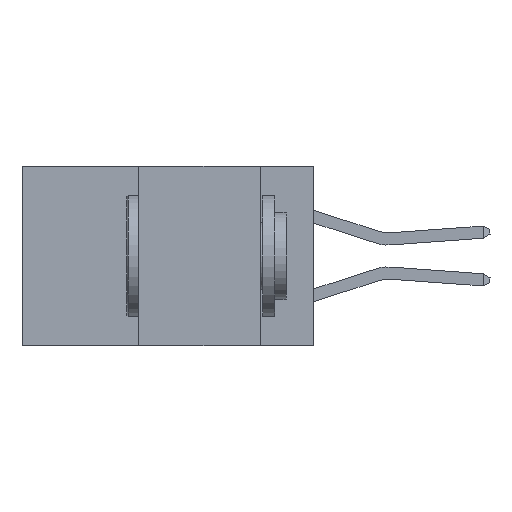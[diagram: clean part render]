
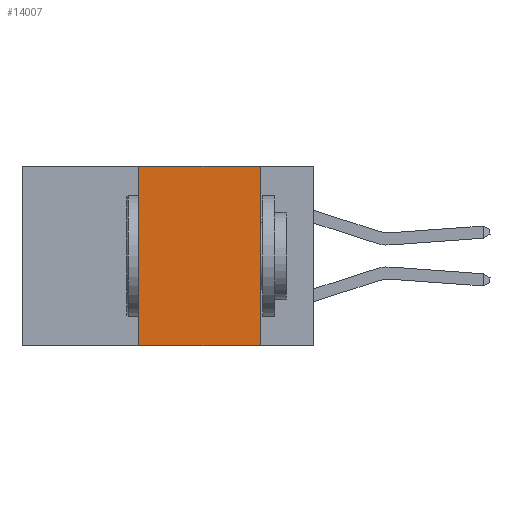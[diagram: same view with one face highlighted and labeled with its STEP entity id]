
A CAD part, left-side view. The second image highlights one B-rep face of the part: STEP entity #14007.
In plain terms, the highlighted planar face has unit normal (-1, 0, 0).
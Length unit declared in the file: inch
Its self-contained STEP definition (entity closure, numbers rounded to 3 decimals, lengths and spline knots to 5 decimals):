
#758 = CARTESIAN_POINT ( 'NONE',  ( 0., 0.6, 0. ) ) ;
#977 = DIRECTION ( 'NONE',  ( 0., -1., 0. ) ) ;
#1365 = ORIENTED_EDGE ( 'NONE', *, *, #8222, .T. ) ;
#2274 = LINE ( 'NONE', #758, #7871 ) ;
#2414 = EDGE_CURVE ( 'NONE', #11407, #22140, #16876, .T. ) ;
#2566 = ORIENTED_EDGE ( 'NONE', *, *, #18337, .F. ) ;
#2816 = CARTESIAN_POINT ( 'NONE',  ( 0., 0.36, 0. ) ) ;
#4785 = CARTESIAN_POINT ( 'NONE',  ( 0., 0.36, 0. ) ) ;
#5132 = ORIENTED_EDGE ( 'NONE', *, *, #5360, .F. ) ;
#5360 = EDGE_CURVE ( 'NONE', #15029, #11407, #2274, .T. ) ;
#6243 = CARTESIAN_POINT ( 'NONE',  ( 0., 0.11, 0. ) ) ;
#7241 = VECTOR ( 'NONE', #10178, 39.37008 ) ;
#7871 = VECTOR ( 'NONE', #977, 39.37008 ) ;
#8222 = EDGE_CURVE ( 'NONE', #15809, #22140, #10388, .T. ) ;
#9150 = DIRECTION ( 'NONE',  ( 1., 0., 0. ) ) ;
#9642 = DIRECTION ( 'NONE',  ( 0., 0., -1. ) ) ;
#10178 = DIRECTION ( 'NONE',  ( 0., 0., 1. ) ) ;
#10388 = LINE ( 'NONE', #21733, #21108 ) ;
#10875 = EDGE_LOOP ( 'NONE', ( #15771, #5132, #2566, #1365 ) ) ;
#11407 = VERTEX_POINT ( 'NONE', #18044 ) ;
#11559 = VECTOR ( 'NONE', #9642, 39.37008 ) ;
#11834 = AXIS2_PLACEMENT_3D ( 'NONE', #21046, #9150, #19246 ) ;
#12755 = FACE_OUTER_BOUND ( 'NONE', #10875, .T. ) ;
#14007 = ADVANCED_FACE ( 'NONE', ( #12755 ), #15871, .F. ) ;
#15029 = VERTEX_POINT ( 'NONE', #4785 ) ;
#15771 = ORIENTED_EDGE ( 'NONE', *, *, #2414, .F. ) ;
#15809 = VERTEX_POINT ( 'NONE', #18569 ) ;
#15871 = PLANE ( 'NONE',  #11834 ) ;
#16301 = LINE ( 'NONE', #2816, #7241 ) ;
#16595 = DIRECTION ( 'NONE',  ( 0., -1., 0. ) ) ;
#16876 = LINE ( 'NONE', #6243, #11559 ) ;
#18044 = CARTESIAN_POINT ( 'NONE',  ( 0., 0.11, 0. ) ) ;
#18337 = EDGE_CURVE ( 'NONE', #15809, #15029, #16301, .T. ) ;
#18569 = CARTESIAN_POINT ( 'NONE',  ( 0., 0.36, -0.37 ) ) ;
#19246 = DIRECTION ( 'NONE',  ( 0., 0., -1. ) ) ;
#20394 = CARTESIAN_POINT ( 'NONE',  ( 0., 0.11, -0.37 ) ) ;
#21046 = CARTESIAN_POINT ( 'NONE',  ( 0., 0.6, 0. ) ) ;
#21108 = VECTOR ( 'NONE', #16595, 39.37008 ) ;
#21733 = CARTESIAN_POINT ( 'NONE',  ( 0., 0.6, -0.37 ) ) ;
#22140 = VERTEX_POINT ( 'NONE', #20394 ) ;
